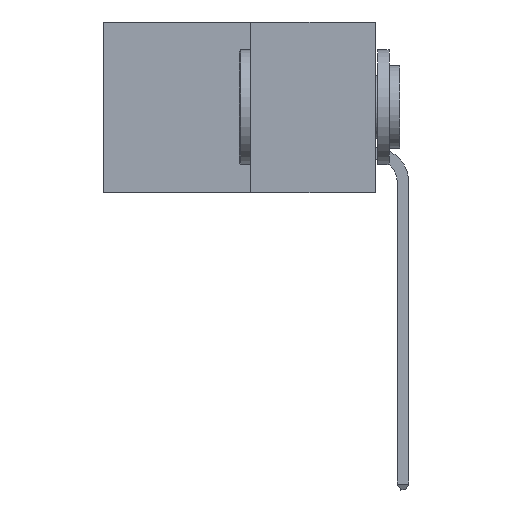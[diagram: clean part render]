
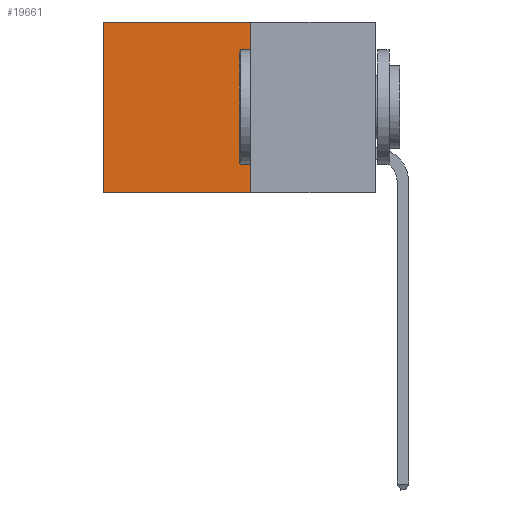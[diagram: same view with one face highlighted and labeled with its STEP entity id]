
A CAD part, left-side view. The second image highlights one B-rep face of the part: STEP entity #19661.
In plain terms, the highlighted planar face has unit normal (-1, 0, 0).
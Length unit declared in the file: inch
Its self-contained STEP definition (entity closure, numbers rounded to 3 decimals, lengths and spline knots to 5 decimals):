
#242 = LINE ( 'NONE', #28171, #11209 ) ;
#799 = VERTEX_POINT ( 'NONE', #24174 ) ;
#1463 = CARTESIAN_POINT ( 'NONE',  ( 0.277, 0.27, -0.37 ) ) ;
#1622 = DIRECTION ( 'NONE',  ( 0., 1., 0. ) ) ;
#1639 = VECTOR ( 'NONE', #1622, 39.37008 ) ;
#2728 = VERTEX_POINT ( 'NONE', #20552 ) ;
#3602 = DIRECTION ( 'NONE',  ( 1., 0., 0. ) ) ;
#3957 = ORIENTED_EDGE ( 'NONE', *, *, #17384, .T. ) ;
#4540 = LINE ( 'NONE', #7300, #9687 ) ;
#7212 = DIRECTION ( 'NONE',  ( 0., 0., -1. ) ) ;
#7288 = EDGE_CURVE ( 'NONE', #27801, #20730, #19166, .T. ) ;
#7300 = CARTESIAN_POINT ( 'NONE',  ( 0.277, 0.27, 0. ) ) ;
#7582 = CARTESIAN_POINT ( 'NONE',  ( 0.277, 0.27, -0.37 ) ) ;
#9396 = DIRECTION ( 'NONE',  ( 0., 1., 0. ) ) ;
#9687 = VECTOR ( 'NONE', #9396, 39.37008 ) ;
#10818 = DIRECTION ( 'NONE',  ( 0., 0., -1. ) ) ;
#11209 = VECTOR ( 'NONE', #10818, 39.37008 ) ;
#11733 = AXIS2_PLACEMENT_3D ( 'NONE', #14536, #3602, #18954 ) ;
#12310 = PLANE ( 'NONE',  #11733 ) ;
#14536 = CARTESIAN_POINT ( 'NONE',  ( 0.277, 0.27, -0.37 ) ) ;
#14567 = FACE_OUTER_BOUND ( 'NONE', #21503, .T. ) ;
#15948 = ORIENTED_EDGE ( 'NONE', *, *, #7288, .F. ) ;
#17384 = EDGE_CURVE ( 'NONE', #799, #20730, #242, .T. ) ;
#18954 = DIRECTION ( 'NONE',  ( 0., 0., -1. ) ) ;
#19166 = LINE ( 'NONE', #1463, #1639 ) ;
#19252 = ORIENTED_EDGE ( 'NONE', *, *, #27711, .T. ) ;
#19661 = ADVANCED_FACE ( 'NONE', ( #14567 ), #12310, .F. ) ;
#20552 = CARTESIAN_POINT ( 'NONE',  ( 0.277, 0.27, 0. ) ) ;
#20730 = VERTEX_POINT ( 'NONE', #26439 ) ;
#21503 = EDGE_LOOP ( 'NONE', ( #3957, #15948, #24251, #19252 ) ) ;
#22044 = VECTOR ( 'NONE', #7212, 39.37008 ) ;
#23388 = LINE ( 'NONE', #26640, #22044 ) ;
#24174 = CARTESIAN_POINT ( 'NONE',  ( 0.277, 0.59, 0. ) ) ;
#24251 = ORIENTED_EDGE ( 'NONE', *, *, #27677, .F. ) ;
#26439 = CARTESIAN_POINT ( 'NONE',  ( 0.277, 0.59, -0.37 ) ) ;
#26640 = CARTESIAN_POINT ( 'NONE',  ( 0.277, 0.27, -0.37 ) ) ;
#27677 = EDGE_CURVE ( 'NONE', #2728, #27801, #23388, .T. ) ;
#27711 = EDGE_CURVE ( 'NONE', #2728, #799, #4540, .T. ) ;
#27801 = VERTEX_POINT ( 'NONE', #7582 ) ;
#28171 = CARTESIAN_POINT ( 'NONE',  ( 0.277, 0.59, -0.37 ) ) ;
